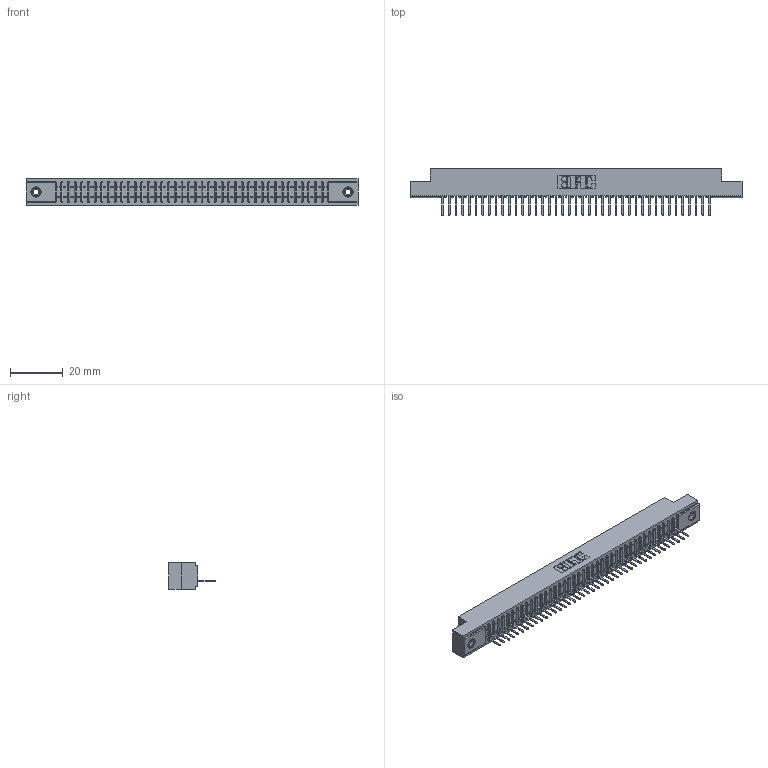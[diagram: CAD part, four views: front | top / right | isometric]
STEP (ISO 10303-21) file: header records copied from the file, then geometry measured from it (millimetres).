
FILE_DESCRIPTION (( 'STEP AP203' ), '1' );
FILE_NAME ('341-041-521-108.STEP', '2018-08-07T00:56:12', ( '' ), ( '' ), 'SwSTEP 2.0', 'SolidWorks 2016', '' );
FILE_SCHEMA (( 'CONFIG_CONTROL_DESIGN' ));
Length unit declared in the file: inch
Products named in the file (4): 341 Part_.156 (3.96) Dia Mounting Holes; 341-292-001_341-292-121; 345-250-001_345-250-003-102; 341-041-521-108
Assembly tree (44 placements, depth 2):
  341-041-521-108
    341 Part_.156 (3.96) Dia Mounting Holes
    341-292-001_341-292-121  x41
    345-250-001_345-250-003-102  x2
Bounding box: 126.36 x 17.7 x 10.16 mm (x, y, z)
Volume: 423.9 mm3; surface area: 14211.8 mm2
Topology: 43 solids, 44 shells, 3538 faces, 10169 edges, 6521 vertices
Faces by surface type: plane 2191, cylinder 1167, sphere 84, torus 84, cone 12
Entity records: 49625 total; most frequent: CARTESIAN_POINT 8409, ORIENTED_EDGE 8390, DIRECTION 8129, EDGE_CURVE 4195, VECTOR 3385, LINE 3385, VERTEX_POINT 2652, AXIS2_PLACEMENT_3D 2372
